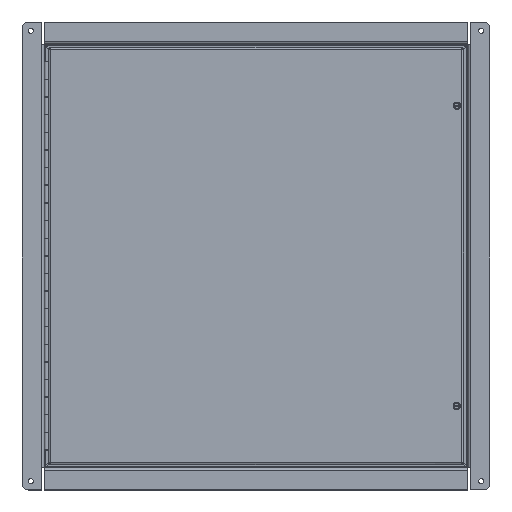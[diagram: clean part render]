
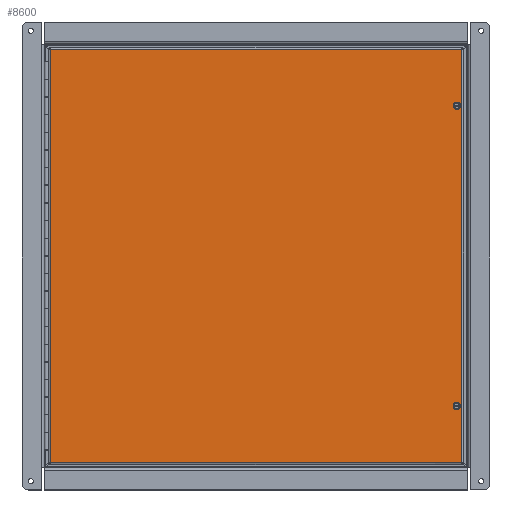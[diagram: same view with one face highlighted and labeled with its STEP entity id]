
A CAD part, top view. The second image highlights one B-rep face of the part: STEP entity #8600.
In plain terms, the highlighted planar face has unit normal (0, 0, 1).
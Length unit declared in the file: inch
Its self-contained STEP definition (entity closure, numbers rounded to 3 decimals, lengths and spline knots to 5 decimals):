
#147=FACE_BOUND('',#1605,.T.);
#148=FACE_BOUND('',#1606,.T.);
#267=CIRCLE('',#9110,0.1405);
#269=CIRCLE('',#9113,0.1405);
#673=PLANE('',#9143);
#1085=FACE_OUTER_BOUND('',#1604,.T.);
#1604=EDGE_LOOP('',(#6345,#6346,#6347,#6348));
#1605=EDGE_LOOP('',(#6349));
#1606=EDGE_LOOP('',(#6350));
#2252=LINE('',#13753,#3074);
#2268=LINE('',#13855,#3090);
#2283=LINE('',#13955,#3105);
#2298=LINE('',#14054,#3120);
#3074=VECTOR('',#10306,23.2895);
#3090=VECTOR('',#10336,23.4145);
#3105=VECTOR('',#10365,23.2895);
#3120=VECTOR('',#10394,23.4145);
#3840=VERTEX_POINT('',#13733);
#3842=VERTEX_POINT('',#13738);
#3845=VERTEX_POINT('',#13744);
#3846=VERTEX_POINT('',#13752);
#3857=VERTEX_POINT('',#13854);
#3867=VERTEX_POINT('',#13954);
#4694=EDGE_CURVE('',#3840,#3840,#267,.T.);
#4696=EDGE_CURVE('',#3842,#3842,#269,.T.);
#4699=EDGE_CURVE('',#3846,#3845,#2252,.T.);
#4719=EDGE_CURVE('',#3857,#3846,#2268,.T.);
#4738=EDGE_CURVE('',#3867,#3857,#2283,.T.);
#4757=EDGE_CURVE('',#3845,#3867,#2298,.T.);
#6345=ORIENTED_EDGE('',*,*,#4699,.T.);
#6346=ORIENTED_EDGE('',*,*,#4757,.T.);
#6347=ORIENTED_EDGE('',*,*,#4738,.T.);
#6348=ORIENTED_EDGE('',*,*,#4719,.T.);
#6349=ORIENTED_EDGE('',*,*,#4694,.T.);
#6350=ORIENTED_EDGE('',*,*,#4696,.T.);
#8600=ADVANCED_FACE('',(#1085,#147,#148),#673,.T.);
#9110=AXIS2_PLACEMENT_3D('',#13734,#10295,#10296);
#9113=AXIS2_PLACEMENT_3D('',#13739,#10301,#10302);
#9143=AXIS2_PLACEMENT_3D('',#14141,#10421,#10422);
#10295=DIRECTION('center_axis',(0.,0.,-1.));
#10296=DIRECTION('ref_axis',(-1.,0.,0.));
#10301=DIRECTION('center_axis',(0.,0.,-1.));
#10302=DIRECTION('ref_axis',(-1.,0.,0.));
#10306=DIRECTION('',(-1.,0.,0.));
#10336=DIRECTION('',(0.,1.,0.));
#10365=DIRECTION('',(1.,0.,0.));
#10394=DIRECTION('',(0.,-1.,0.));
#10421=DIRECTION('center_axis',(0.,0.,1.));
#10422=DIRECTION('ref_axis',(1.,0.,0.));
#13733=CARTESIAN_POINT('',(11.5155,-8.5,0.074));
#13734=CARTESIAN_POINT('Origin',(11.375,-8.5,0.074));
#13738=CARTESIAN_POINT('',(11.5155,8.5,0.074));
#13739=CARTESIAN_POINT('Origin',(11.375,8.5,0.074));
#13744=CARTESIAN_POINT('',(-11.64475,11.70725,0.074));
#13752=CARTESIAN_POINT('',(11.64475,11.70725,0.074));
#13753=CARTESIAN_POINT('',(5.82238,11.70725,0.074));
#13854=CARTESIAN_POINT('',(11.64475,-11.70725,0.074));
#13855=CARTESIAN_POINT('',(11.64475,-5.85363,0.074));
#13954=CARTESIAN_POINT('',(-11.64475,-11.70725,0.074));
#13955=CARTESIAN_POINT('',(-5.82238,-11.70725,0.074));
#14054=CARTESIAN_POINT('',(-11.64475,5.85362,0.074));
#14141=CARTESIAN_POINT('Origin',(0.,0.,0.074));
